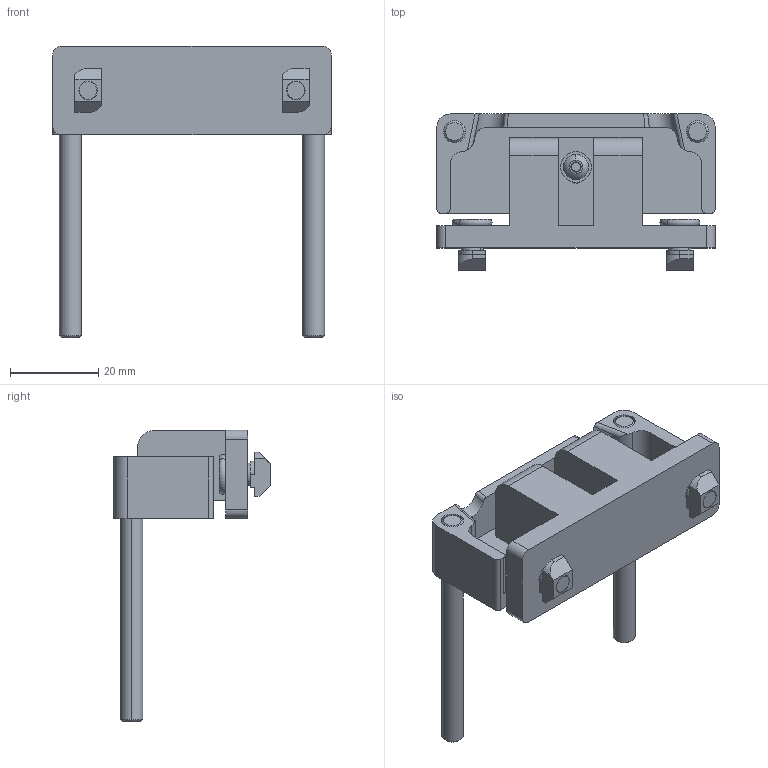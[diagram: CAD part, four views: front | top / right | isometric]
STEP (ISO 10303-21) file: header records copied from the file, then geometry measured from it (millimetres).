
FILE_DESCRIPTION (( 'STEP AP203' ), '1' );
FILE_NAME ('55mm_parking_post.STEP', '2020-01-29T21:11:51', ( '' ), ( '' ), 'SwSTEP 2.0', 'SolidWorks 2019', '' );
FILE_SCHEMA (( 'CONFIG_CONTROL_DESIGN' ));
Length unit declared in the file: millimetre
Products named in the file (9): m3_stainless_steel_washer_90965A130_90965A130; m3_heat_set_insert_94180A331_94180A331; parking_post_Parking Post Base; m3_8mm_buttonhead_screw_92095A181_92095A181; parking_post_Tool Holder; dowel_pin_5mm_d_60m_l; m5_low_profile_screw_template_M5 x 10; m5_locking_t_nut_20x20_generic; 55mm_parking_post
Assembly tree (11 placements, depth 2):
  55mm_parking_post
    parking_post_Parking Post Base
    dowel_pin_5mm_d_60m_l  x2
    m5_low_profile_screw_template_M5 x 10  x2
    m3_8mm_buttonhead_screw_92095A181_92095A181
    m3_stainless_steel_washer_90965A130_90965A130
    m3_heat_set_insert_94180A331_94180A331
    m5_locking_t_nut_20x20_generic  x2
    parking_post_Tool Holder
Bounding box: 63 x 35.33 x 66 mm (x, y, z)
Volume: 25512.2 mm3; surface area: 15031.8 mm2
Topology: 11 solids, 11 shells, 481 faces, 1309 edges, 860 vertices
Faces by surface type: cylinder 186, bspline 154, plane 94, cone 41, torus 4, sphere 2
Entity records: 19688 total; most frequent: CARTESIAN_POINT 9557, ORIENTED_EDGE 2410, DIRECTION 1453, EDGE_CURVE 1205, VERTEX_POINT 794, AXIS2_PLACEMENT_3D 591, EDGE_LOOP 461, ADVANCED_FACE 435
